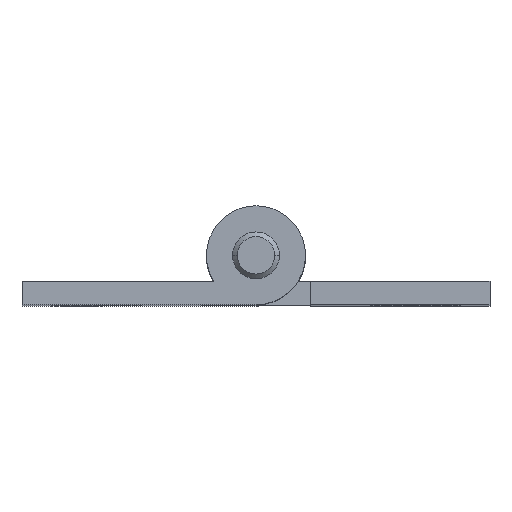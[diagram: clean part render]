
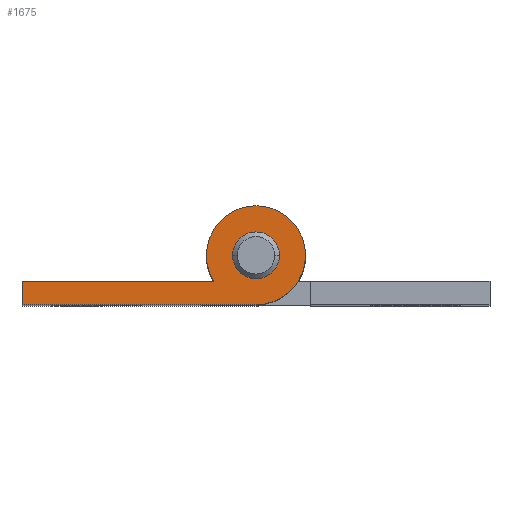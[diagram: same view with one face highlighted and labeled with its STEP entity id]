
A CAD part, top view. The second image highlights one B-rep face of the part: STEP entity #1675.
In plain terms, the highlighted planar face has unit normal (0, 0, 1).
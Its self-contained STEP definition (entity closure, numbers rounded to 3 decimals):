
#12 = ORIENTED_EDGE ( 'NONE', *, *, #770, .F. ) ;
#34 = CIRCLE ( 'NONE', #255, 6.35 ) ;
#120 = DIRECTION ( 'NONE',  ( 1., 0., 0. ) ) ;
#121 = VERTEX_POINT ( 'NONE', #1462 ) ;
#125 = EDGE_CURVE ( 'NONE', #1954, #1780, #594, .T. ) ;
#144 = CARTESIAN_POINT ( 'NONE',  ( 0., 6.35, 0. ) ) ;
#181 = DIRECTION ( 'NONE',  ( 0., 0., 1. ) ) ;
#201 = VERTEX_POINT ( 'NONE', #2283 ) ;
#227 = PLANE ( 'NONE',  #602 ) ;
#232 = ORIENTED_EDGE ( 'NONE', *, *, #1909, .T. ) ;
#233 = DIRECTION ( 'NONE',  ( 0., 0., 1. ) ) ;
#244 = AXIS2_PLACEMENT_3D ( 'NONE', #144, #919, #735 ) ;
#248 = EDGE_CURVE ( 'NONE', #400, #201, #34, .T. ) ;
#255 = AXIS2_PLACEMENT_3D ( 'NONE', #305, #1323, #120 ) ;
#305 = CARTESIAN_POINT ( 'NONE',  ( 0., 6.35, 0. ) ) ;
#323 = CARTESIAN_POINT ( 'NONE',  ( -30., 3., 0. ) ) ;
#351 = DIRECTION ( 'NONE',  ( 1., 0., 0. ) ) ;
#384 = AXIS2_PLACEMENT_3D ( 'NONE', #1170, #1332, #1739 ) ;
#392 = EDGE_CURVE ( 'NONE', #975, #121, #1293, .T. ) ;
#400 = VERTEX_POINT ( 'NONE', #2531 ) ;
#424 = VECTOR ( 'NONE', #2480, 1000. ) ;
#457 = CARTESIAN_POINT ( 'NONE',  ( 0., 0., 0. ) ) ;
#461 = DIRECTION ( 'NONE',  ( 1., 0., 0. ) ) ;
#488 = CIRCLE ( 'NONE', #2100, 3. ) ;
#520 = VECTOR ( 'NONE', #1480, 1000. ) ;
#574 = ORIENTED_EDGE ( 'NONE', *, *, #248, .T. ) ;
#580 = ORIENTED_EDGE ( 'NONE', *, *, #125, .T. ) ;
#594 = LINE ( 'NONE', #323, #424 ) ;
#602 = AXIS2_PLACEMENT_3D ( 'NONE', #1395, #233, #635 ) ;
#635 = DIRECTION ( 'NONE',  ( 1., 0., 0. ) ) ;
#661 = EDGE_LOOP ( 'NONE', ( #1229, #580, #1093, #232, #2096, #574 ) ) ;
#735 = DIRECTION ( 'NONE',  ( 1., 0., 0. ) ) ;
#770 = EDGE_CURVE ( 'NONE', #121, #975, #488, .T. ) ;
#831 = VECTOR ( 'NONE', #351, 1000. ) ;
#919 = DIRECTION ( 'NONE',  ( 0., 0., 1. ) ) ;
#939 = EDGE_LOOP ( 'NONE', ( #2004, #12 ) ) ;
#964 = CARTESIAN_POINT ( 'NONE',  ( 0., 6.35, 0. ) ) ;
#971 = CARTESIAN_POINT ( 'NONE',  ( 6.35, 6.35, 0. ) ) ;
#975 = VERTEX_POINT ( 'NONE', #1123 ) ;
#1014 = FACE_OUTER_BOUND ( 'NONE', #661, .T. ) ;
#1093 = ORIENTED_EDGE ( 'NONE', *, *, #1507, .T. ) ;
#1123 = CARTESIAN_POINT ( 'NONE',  ( 3., 6.35, 0. ) ) ;
#1125 = AXIS2_PLACEMENT_3D ( 'NONE', #2236, #1641, #461 ) ;
#1169 = CIRCLE ( 'NONE', #244, 6.35 ) ;
#1170 = CARTESIAN_POINT ( 'NONE',  ( 0., 6.35, 0. ) ) ;
#1229 = ORIENTED_EDGE ( 'NONE', *, *, #2255, .T. ) ;
#1293 = CIRCLE ( 'NONE', #384, 3. ) ;
#1323 = DIRECTION ( 'NONE',  ( 0., 0., 1. ) ) ;
#1332 = DIRECTION ( 'NONE',  ( 0., 0., 1. ) ) ;
#1395 = CARTESIAN_POINT ( 'NONE',  ( 0., 6.35, 0. ) ) ;
#1462 = CARTESIAN_POINT ( 'NONE',  ( -3., 6.35, 0. ) ) ;
#1480 = DIRECTION ( 'NONE',  ( -1., 0., 0. ) ) ;
#1507 = EDGE_CURVE ( 'NONE', #1780, #1778, #2455, .T. ) ;
#1529 = FACE_BOUND ( 'NONE', #939, .T. ) ;
#1541 = DIRECTION ( 'NONE',  ( 1., 0., 0. ) ) ;
#1588 = VERTEX_POINT ( 'NONE', #971 ) ;
#1594 = CIRCLE ( 'NONE', #1125, 6.35 ) ;
#1625 = CARTESIAN_POINT ( 'NONE',  ( -30., 3., 0. ) ) ;
#1641 = DIRECTION ( 'NONE',  ( 0., 0., 1. ) ) ;
#1675 = ADVANCED_FACE ( 'NONE', ( #1529, #1014 ), #227, .T. ) ;
#1739 = DIRECTION ( 'NONE',  ( 1., 0., 0. ) ) ;
#1778 = VERTEX_POINT ( 'NONE', #457 ) ;
#1780 = VERTEX_POINT ( 'NONE', #2050 ) ;
#1867 = LINE ( 'NONE', #2095, #520 ) ;
#1909 = EDGE_CURVE ( 'NONE', #1778, #1588, #1594, .T. ) ;
#1954 = VERTEX_POINT ( 'NONE', #1625 ) ;
#2004 = ORIENTED_EDGE ( 'NONE', *, *, #392, .F. ) ;
#2050 = CARTESIAN_POINT ( 'NONE',  ( -30., 0., 0. ) ) ;
#2095 = CARTESIAN_POINT ( 'NONE',  ( -5.394, 3., 0. ) ) ;
#2096 = ORIENTED_EDGE ( 'NONE', *, *, #2296, .T. ) ;
#2100 = AXIS2_PLACEMENT_3D ( 'NONE', #964, #181, #1541 ) ;
#2236 = CARTESIAN_POINT ( 'NONE',  ( 0., 6.35, 0. ) ) ;
#2255 = EDGE_CURVE ( 'NONE', #201, #1954, #1867, .T. ) ;
#2283 = CARTESIAN_POINT ( 'NONE',  ( -5.394, 3., 0. ) ) ;
#2296 = EDGE_CURVE ( 'NONE', #1588, #400, #1169, .T. ) ;
#2324 = CARTESIAN_POINT ( 'NONE',  ( -30., 0., 0. ) ) ;
#2455 = LINE ( 'NONE', #2324, #831 ) ;
#2480 = DIRECTION ( 'NONE',  ( 0., -1., 0. ) ) ;
#2531 = CARTESIAN_POINT ( 'NONE',  ( -6.35, 6.35, 0. ) ) ;
